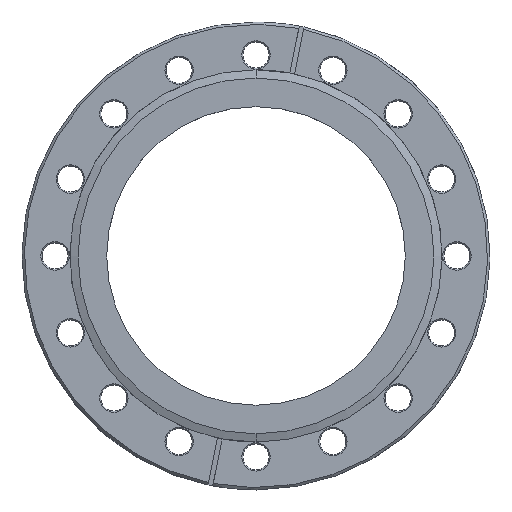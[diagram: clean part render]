
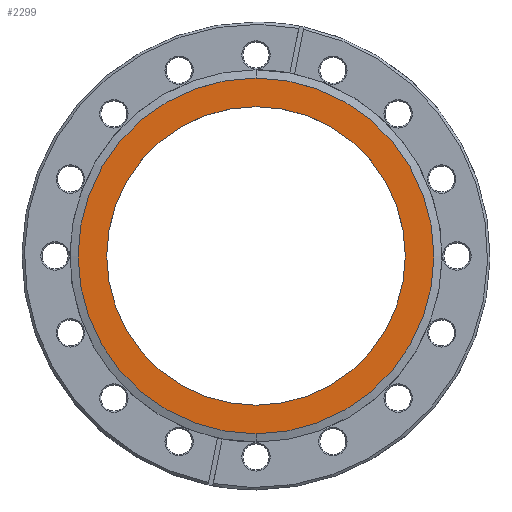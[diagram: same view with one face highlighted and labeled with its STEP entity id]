
A CAD part, top view. The second image highlights one B-rep face of the part: STEP entity #2299.
In plain terms, the highlighted planar face has unit normal (0, 0, 1).
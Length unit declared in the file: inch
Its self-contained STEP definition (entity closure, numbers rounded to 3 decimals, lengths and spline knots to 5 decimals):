
#282=CARTESIAN_POINT('',(0.,0.,-0.05));
#283=DIRECTION('',(0.,0.,-1.));
#284=DIRECTION('',(0.,1.,0.));
#285=AXIS2_PLACEMENT_3D('',#282,#283,#284);
#287=CARTESIAN_POINT('',(0.,0.,-0.05));
#288=DIRECTION('',(0.,0.,1.));
#289=DIRECTION('',(0.,1.,0.));
#290=AXIS2_PLACEMENT_3D('',#287,#288,#289);
#292=CARTESIAN_POINT('',(0.,0.,-0.05));
#293=DIRECTION('',(0.,0.,-1.));
#294=DIRECTION('',(-1.,0.,0.));
#295=AXIS2_PLACEMENT_3D('',#292,#293,#294);
#297=CARTESIAN_POINT('',(0.,0.,-0.05));
#298=DIRECTION('',(0.,0.,-1.));
#299=DIRECTION('',(1.,0.,0.));
#300=AXIS2_PLACEMENT_3D('',#297,#298,#299);
#1344=CARTESIAN_POINT('',(0.,2.27,-0.05));
#1346=VERTEX_POINT('',#1344);
#1350=CARTESIAN_POINT('',(0.,-2.27,-0.05));
#1352=VERTEX_POINT('',#1350);
#1360=CARTESIAN_POINT('',(-1.905,0.,-0.05));
#1361=CARTESIAN_POINT('',(1.905,0.,-0.05));
#1362=VERTEX_POINT('',#1360);
#1363=VERTEX_POINT('',#1361);
#2284=CARTESIAN_POINT('',(0.,0.,-0.05));
#2285=DIRECTION('',(0.,0.,1.));
#2286=DIRECTION('',(0.,1.,0.));
#2287=AXIS2_PLACEMENT_3D('',#2284,#2285,#2286);
#2288=PLANE('',#2287);
#2289=ORIENTED_EDGE('',*,*,#2266,.T.);
#2290=ORIENTED_EDGE('',*,*,#2277,.F.);
#2291=EDGE_LOOP('',(#2289,#2290));
#2292=FACE_OUTER_BOUND('',#2291,.F.);
#2294=ORIENTED_EDGE('',*,*,#2293,.F.);
#2296=ORIENTED_EDGE('',*,*,#2295,.F.);
#2297=EDGE_LOOP('',(#2294,#2296));
#2298=FACE_BOUND('',#2297,.F.);
#2299=ADVANCED_FACE('',(#2292,#2298),#2288,.T.);
#286=CIRCLE('',#285,2.27);
#291=CIRCLE('',#290,2.27);
#296=CIRCLE('',#295,1.905);
#301=CIRCLE('',#300,1.905);
#2266=EDGE_CURVE('',#1346,#1352,#286,.T.);
#2277=EDGE_CURVE('',#1346,#1352,#291,.T.);
#2293=EDGE_CURVE('',#1362,#1363,#296,.T.);
#2295=EDGE_CURVE('',#1363,#1362,#301,.T.);
